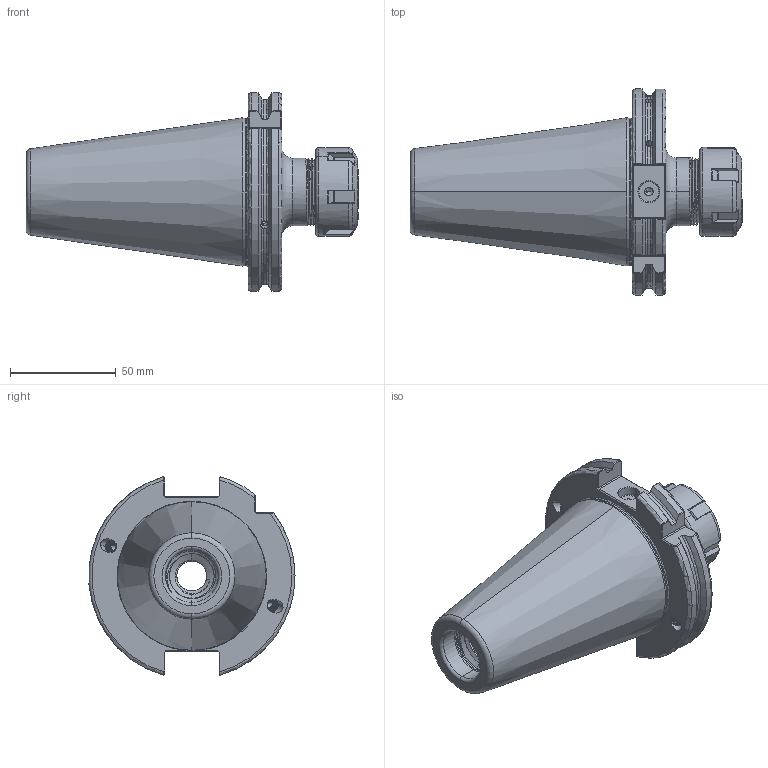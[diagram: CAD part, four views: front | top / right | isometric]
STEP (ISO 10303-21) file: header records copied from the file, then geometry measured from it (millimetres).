
FILE_DESCRIPTION (( 'STEP AP203' ), '1' );
FILE_NAME ('503.02.16.STEP', '2016-07-16T05:10:41', ( '' ), ( '' ), 'SwSTEP 2.0', 'SolidWorks 2012', '' );
FILE_SCHEMA (( 'CONFIG_CONTROL_DESIGN' ));
Length unit declared in the file: millimetre
Products named in the file (3): 503.02.16; 2-01.100.0250200C7_ER25螺帽(六溝)
Assembly tree (2 placements, depth 2):
  503.02.16
    503.02.16
    2-01.100.0250200C7_ER25螺帽(六溝)
Bounding box: 156.85 x 97.33 x 93.81 mm (x, y, z)
Volume: 347919.4 mm3; surface area: 60418.3 mm2
Topology: 2 solids, 2 shells, 442 faces, 1183 edges, 738 vertices
Faces by surface type: cylinder 173, plane 100, bspline 66, torus 64, cone 39
Entity records: 32507 total; most frequent: CARTESIAN_POINT 22648, ORIENTED_EDGE 2342, DIRECTION 1595, EDGE_CURVE 1171, VERTEX_POINT 738, AXIS2_PLACEMENT_3D 623, EDGE_LOOP 459, FACE_OUTER_BOUND 442
